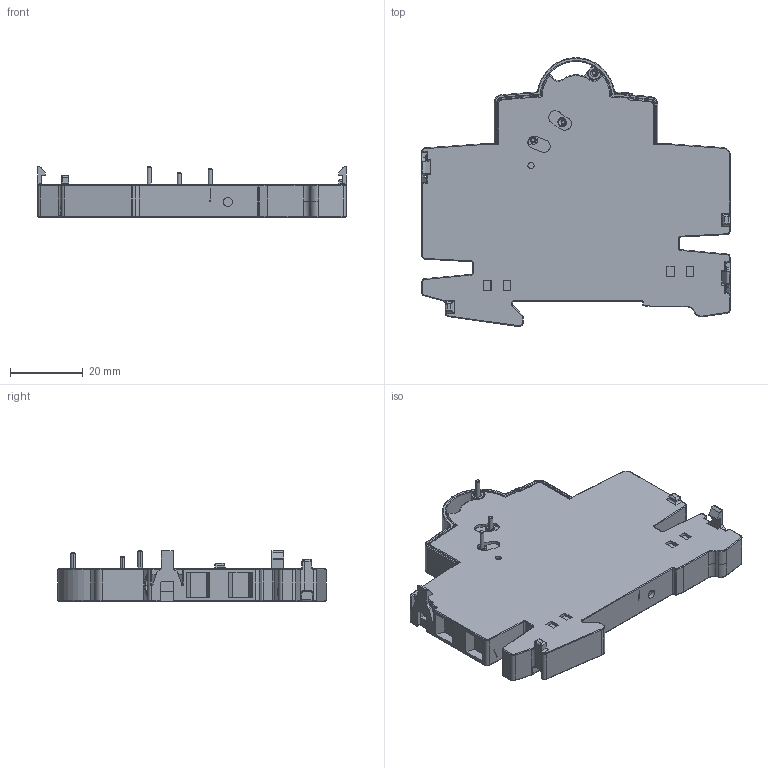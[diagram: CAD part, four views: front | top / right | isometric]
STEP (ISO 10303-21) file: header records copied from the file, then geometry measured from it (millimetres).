
FILE_DESCRIPTION((''),'2;1');
FILE_NAME('2CDS200946_SW0001','2013-07-26T',('deu213684'),(''),'PRO/ENGINEER BY PARAMETRIC TECHNOLOGY CORPORATION, 2011310','PRO/ENGINEER BY PARAMETRIC TECHNOLOGY CORPORATION, 2011310','');
FILE_SCHEMA(('AUTOMOTIVE_DESIGN_CC2 { 1 2 10303 214 -1 1 5 2 }'));
Length unit declared in the file: millimetre
Products named in the file (1): 2CDS200946_SW0001
Bounding box: 85 x 73.96 x 13.9 mm (x, y, z)
Volume: 38582.5 mm3; surface area: 14166.7 mm2
Topology: 1 solids, 1 shells, 904 faces, 2366 edges, 1489 vertices
Faces by surface type: plane 400, cylinder 327, torus 114, bspline 39, cone 16, sphere 8
Entity records: 33520 total; most frequent: CARTESIAN_POINT 10438, ORIENTED_EDGE 4720, DIRECTION 4552, EDGE_CURVE 2360, AXIS2_PLACEMENT_3D 1575, VERTEX_POINT 1489, VECTOR 1402, LINE 1402
